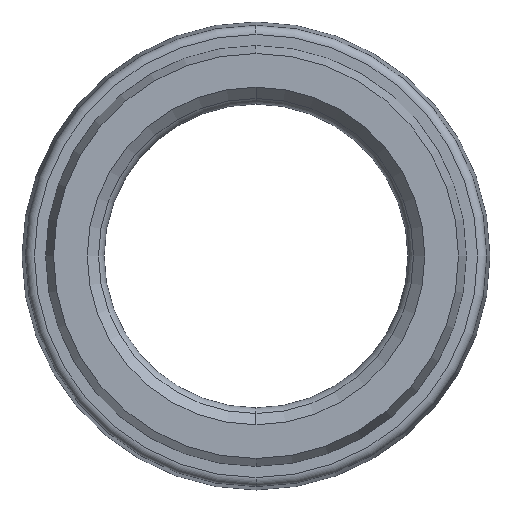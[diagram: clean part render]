
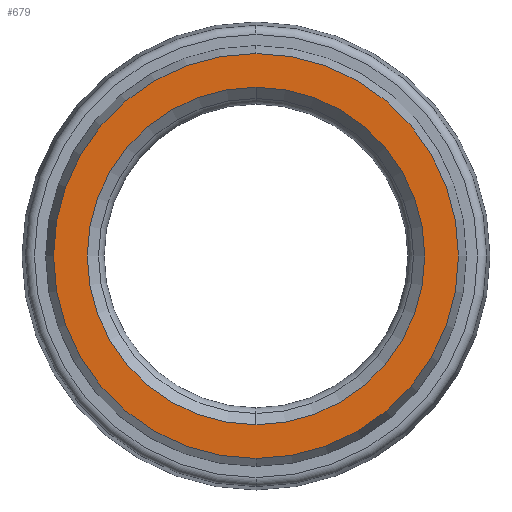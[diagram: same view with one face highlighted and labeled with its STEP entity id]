
A CAD part, left-side view. The second image highlights one B-rep face of the part: STEP entity #679.
In plain terms, the highlighted planar face has unit normal (-1, 0, 0).
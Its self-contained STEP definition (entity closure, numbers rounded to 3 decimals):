
#23 = CARTESIAN_POINT ( 'NONE',  ( 0., 0., -7.5 ) ) ;
#27 = PLANE ( 'NONE',  #286 ) ;
#34 = CARTESIAN_POINT ( 'NONE',  ( 0., 7., 0. ) ) ;
#36 = DIRECTION ( 'NONE',  ( 1., 0., 0. ) ) ;
#48 = DIRECTION ( 'NONE',  ( 0., 0., -1. ) ) ;
#58 = CARTESIAN_POINT ( 'NONE',  ( 0., 0., 7.5 ) ) ;
#169 = CARTESIAN_POINT ( 'NONE',  ( 0., 0., -9. ) ) ;
#170 = CARTESIAN_POINT ( 'NONE',  ( 0., 0., 9. ) ) ;
#272 = AXIS2_PLACEMENT_3D ( 'NONE', #507, #526, #513 ) ;
#286 = AXIS2_PLACEMENT_3D ( 'NONE', #34, #36, #48 ) ;
#293 = AXIS2_PLACEMENT_3D ( 'NONE', #470, #490, #488 ) ;
#295 = AXIS2_PLACEMENT_3D ( 'NONE', #627, #611, #632 ) ;
#308 = AXIS2_PLACEMENT_3D ( 'NONE', #635, #624, #618 ) ;
#470 = CARTESIAN_POINT ( 'NONE',  ( 0., 0., 0. ) ) ;
#488 = DIRECTION ( 'NONE',  ( 0., 0., -1. ) ) ;
#490 = DIRECTION ( 'NONE',  ( 1., 0., 0. ) ) ;
#507 = CARTESIAN_POINT ( 'NONE',  ( 0., 0., 0. ) ) ;
#513 = DIRECTION ( 'NONE',  ( 0., 0., -1. ) ) ;
#526 = DIRECTION ( 'NONE',  ( 1., 0., 0. ) ) ;
#611 = DIRECTION ( 'NONE',  ( -1., 0., 0. ) ) ;
#618 = DIRECTION ( 'NONE',  ( 0., 0., 1. ) ) ;
#624 = DIRECTION ( 'NONE',  ( -1., 0., 0. ) ) ;
#627 = CARTESIAN_POINT ( 'NONE',  ( 0., 0., 0. ) ) ;
#632 = DIRECTION ( 'NONE',  ( 0., 0., 1. ) ) ;
#635 = CARTESIAN_POINT ( 'NONE',  ( 0., 0., 0. ) ) ;
#679 = ADVANCED_FACE ( 'NONE', ( #689, #718 ), #27, .F. ) ;
#689 = FACE_BOUND ( 'NONE', #856, .T. ) ;
#718 = FACE_OUTER_BOUND ( 'NONE', #822, .T. ) ;
#733 = CIRCLE ( 'NONE', #308, 9. ) ;
#747 = CIRCLE ( 'NONE', #295, 9. ) ;
#772 = CIRCLE ( 'NONE', #293, 7.5 ) ;
#773 = CIRCLE ( 'NONE', #272, 7.5 ) ;
#822 = EDGE_LOOP ( 'NONE', ( #885, #875 ) ) ;
#856 = EDGE_LOOP ( 'NONE', ( #918, #927 ) ) ;
#875 = ORIENTED_EDGE ( 'NONE', *, *, #1087, .T. ) ;
#885 = ORIENTED_EDGE ( 'NONE', *, *, #1093, .T. ) ;
#918 = ORIENTED_EDGE ( 'NONE', *, *, #1113, .T. ) ;
#927 = ORIENTED_EDGE ( 'NONE', *, *, #1116, .T. ) ;
#932 = VERTEX_POINT ( 'NONE', #58 ) ;
#963 = VERTEX_POINT ( 'NONE', #23 ) ;
#1029 = VERTEX_POINT ( 'NONE', #169 ) ;
#1030 = VERTEX_POINT ( 'NONE', #170 ) ;
#1087 = EDGE_CURVE ( 'NONE', #1030, #1029, #747, .T. ) ;
#1093 = EDGE_CURVE ( 'NONE', #1029, #1030, #733, .T. ) ;
#1113 = EDGE_CURVE ( 'NONE', #932, #963, #772, .T. ) ;
#1116 = EDGE_CURVE ( 'NONE', #963, #932, #773, .T. ) ;
